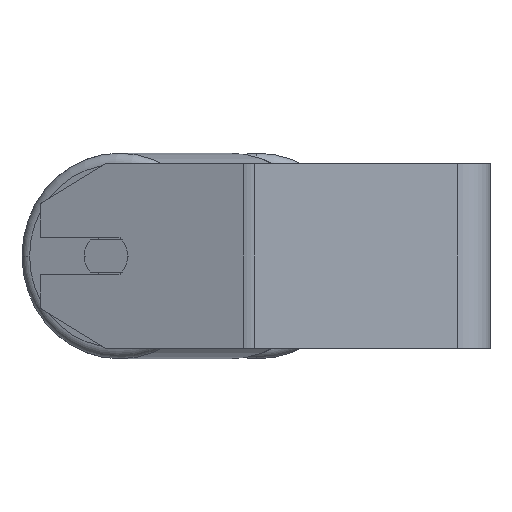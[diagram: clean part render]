
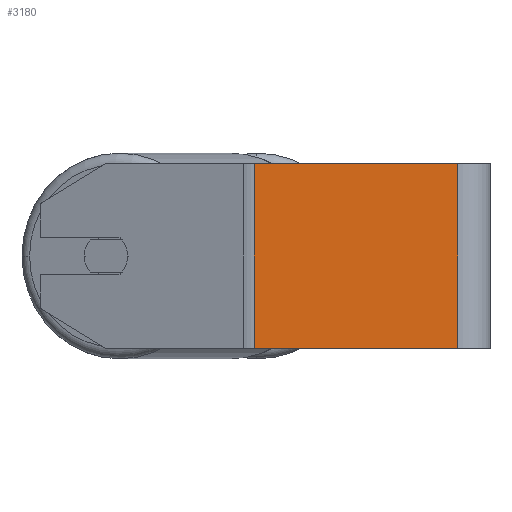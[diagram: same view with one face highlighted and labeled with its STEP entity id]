
A CAD part, left-side view. The second image highlights one B-rep face of the part: STEP entity #3180.
In plain terms, the highlighted planar face has unit normal (-1, 0, 0).
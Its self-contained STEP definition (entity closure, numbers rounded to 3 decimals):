
#12 = PLANE ( 'NONE',  #6786 ) ;
#265 = EDGE_LOOP ( 'NONE', ( #7001, #565, #8073, #4825 ) ) ;
#504 = CARTESIAN_POINT ( 'NONE',  ( -285., 101.958, -40. ) ) ;
#565 = ORIENTED_EDGE ( 'NONE', *, *, #7296, .F. ) ;
#681 = LINE ( 'NONE', #1506, #1738 ) ;
#954 = EDGE_CURVE ( 'NONE', #4744, #6370, #2936, .T. ) ;
#1083 = CARTESIAN_POINT ( 'NONE',  ( -285., 101.958, 40. ) ) ;
#1094 = CARTESIAN_POINT ( 'NONE',  ( -285., 14., 40. ) ) ;
#1506 = CARTESIAN_POINT ( 'NONE',  ( -285., 14., 40. ) ) ;
#1738 = VECTOR ( 'NONE', #5874, 1000. ) ;
#1970 = CARTESIAN_POINT ( 'NONE',  ( -285., 104.427, 40. ) ) ;
#2241 = CARTESIAN_POINT ( 'NONE',  ( -285., 14., -40. ) ) ;
#2290 = CARTESIAN_POINT ( 'NONE',  ( -285., 104.427, 40. ) ) ;
#2549 = DIRECTION ( 'NONE',  ( 0., -1., 0. ) ) ;
#2936 = LINE ( 'NONE', #8066, #3503 ) ;
#3180 = ADVANCED_FACE ( 'NONE', ( #7766 ), #12, .F. ) ;
#3293 = DIRECTION ( 'NONE',  ( 0., 0., -1. ) ) ;
#3329 = DIRECTION ( 'NONE',  ( 1., 0., 0. ) ) ;
#3503 = VECTOR ( 'NONE', #4892, 1000. ) ;
#3959 = VECTOR ( 'NONE', #2549, 1000. ) ;
#4278 = VERTEX_POINT ( 'NONE', #2241 ) ;
#4744 = VERTEX_POINT ( 'NONE', #1083 ) ;
#4825 = ORIENTED_EDGE ( 'NONE', *, *, #954, .T. ) ;
#4892 = DIRECTION ( 'NONE',  ( 0., 0., -1. ) ) ;
#5240 = LINE ( 'NONE', #7851, #3959 ) ;
#5572 = VERTEX_POINT ( 'NONE', #1094 ) ;
#5874 = DIRECTION ( 'NONE',  ( 0., 0., -1. ) ) ;
#6117 = DIRECTION ( 'NONE',  ( 0., -1., 0. ) ) ;
#6245 = EDGE_CURVE ( 'NONE', #6370, #4278, #5240, .T. ) ;
#6370 = VERTEX_POINT ( 'NONE', #504 ) ;
#6786 = AXIS2_PLACEMENT_3D ( 'NONE', #1970, #3329, #3293 ) ;
#7001 = ORIENTED_EDGE ( 'NONE', *, *, #6245, .T. ) ;
#7296 = EDGE_CURVE ( 'NONE', #5572, #4278, #681, .T. ) ;
#7676 = EDGE_CURVE ( 'NONE', #4744, #5572, #8009, .T. ) ;
#7766 = FACE_OUTER_BOUND ( 'NONE', #265, .T. ) ;
#7851 = CARTESIAN_POINT ( 'NONE',  ( -285., 104.427, -40. ) ) ;
#8009 = LINE ( 'NONE', #2290, #8046 ) ;
#8046 = VECTOR ( 'NONE', #6117, 1000. ) ;
#8066 = CARTESIAN_POINT ( 'NONE',  ( -285., 101.958, 40. ) ) ;
#8073 = ORIENTED_EDGE ( 'NONE', *, *, #7676, .F. ) ;
